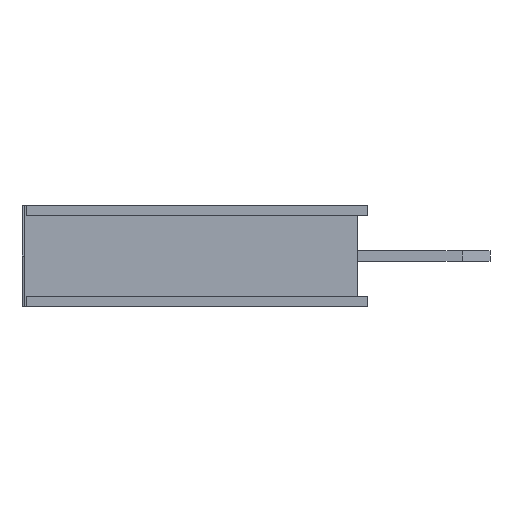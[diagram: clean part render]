
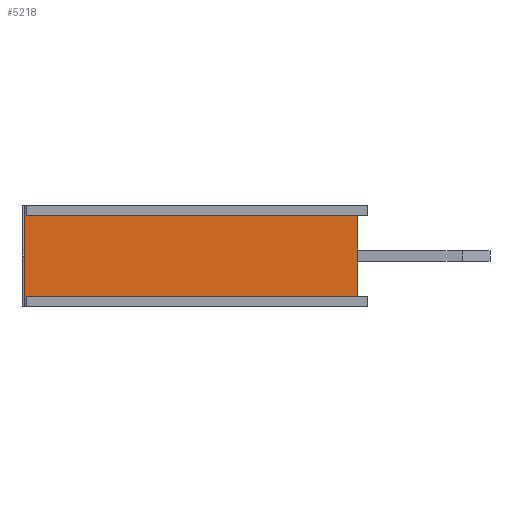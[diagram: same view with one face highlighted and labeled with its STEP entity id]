
A CAD part, left-side view. The second image highlights one B-rep face of the part: STEP entity #5218.
In plain terms, the highlighted planar face has unit normal (-1, 0, 0).
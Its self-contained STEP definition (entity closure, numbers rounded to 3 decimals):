
#236=FACE_OUTER_BOUND('',#533,.T.);
#533=EDGE_LOOP('',(#4182,#4183,#4184,#4185,#4186,#4187,#4188,#4189));
#1133=LINE('',#7959,#1861);
#1148=LINE('',#7986,#1876);
#1149=LINE('',#7988,#1877);
#1150=LINE('',#7990,#1878);
#1151=LINE('',#7992,#1879);
#1152=LINE('',#7994,#1880);
#1153=LINE('',#7996,#1881);
#1154=LINE('',#7997,#1882);
#1861=VECTOR('',#6517,10.);
#1876=VECTOR('',#6542,10.);
#1877=VECTOR('',#6543,10.);
#1878=VECTOR('',#6544,10.);
#1879=VECTOR('',#6545,10.);
#1880=VECTOR('',#6546,10.);
#1881=VECTOR('',#6547,10.);
#1882=VECTOR('',#6548,10.);
#2407=VERTEX_POINT('',#7957);
#2408=VERTEX_POINT('',#7958);
#2415=VERTEX_POINT('',#7985);
#2416=VERTEX_POINT('',#7987);
#2417=VERTEX_POINT('',#7989);
#2418=VERTEX_POINT('',#7991);
#2419=VERTEX_POINT('',#7993);
#2420=VERTEX_POINT('',#7995);
#3053=EDGE_CURVE('',#2407,#2408,#1133,.T.);
#3068=EDGE_CURVE('',#2415,#2408,#1148,.T.);
#3069=EDGE_CURVE('',#2416,#2415,#1149,.T.);
#3070=EDGE_CURVE('',#2417,#2416,#1150,.T.);
#3071=EDGE_CURVE('',#2418,#2417,#1151,.T.);
#3072=EDGE_CURVE('',#2419,#2418,#1152,.T.);
#3073=EDGE_CURVE('',#2420,#2419,#1153,.T.);
#3074=EDGE_CURVE('',#2407,#2420,#1154,.T.);
#4182=ORIENTED_EDGE('',*,*,#3053,.T.);
#4183=ORIENTED_EDGE('',*,*,#3068,.F.);
#4184=ORIENTED_EDGE('',*,*,#3069,.F.);
#4185=ORIENTED_EDGE('',*,*,#3070,.F.);
#4186=ORIENTED_EDGE('',*,*,#3071,.F.);
#4187=ORIENTED_EDGE('',*,*,#3072,.F.);
#4188=ORIENTED_EDGE('',*,*,#3073,.F.);
#4189=ORIENTED_EDGE('',*,*,#3074,.F.);
#4928=PLANE('',#5530);
#5218=ADVANCED_FACE('',(#236),#4928,.F.);
#5530=AXIS2_PLACEMENT_3D('',#7984,#6540,#6541);
#6517=DIRECTION('',(0.,0.,1.));
#6540=DIRECTION('center_axis',(1.,0.,0.));
#6541=DIRECTION('ref_axis',(0.,0.,-1.));
#6542=DIRECTION('',(0.,-1.,0.));
#6543=DIRECTION('',(0.,0.,-1.));
#6544=DIRECTION('',(0.,-1.,0.));
#6545=DIRECTION('',(0.,0.,1.));
#6546=DIRECTION('',(0.,1.,0.));
#6547=DIRECTION('',(0.,0.,-1.));
#6548=DIRECTION('',(0.,1.,0.));
#7957=CARTESIAN_POINT('',(-0.02,0.25,0.25));
#7958=CARTESIAN_POINT('',(-0.02,0.25,2.25));
#7959=CARTESIAN_POINT('',(-0.02,0.25,1.875));
#7984=CARTESIAN_POINT('Origin',(-0.02,0.,2.5));
#7985=CARTESIAN_POINT('',(-0.02,8.4,2.25));
#7986=CARTESIAN_POINT('',(-0.02,4.25,2.25));
#7987=CARTESIAN_POINT('',(-0.02,8.4,2.5));
#7988=CARTESIAN_POINT('',(-0.02,8.4,2.5));
#7989=CARTESIAN_POINT('',(-0.02,8.45,2.5));
#7990=CARTESIAN_POINT('',(-0.02,0.,2.5));
#7991=CARTESIAN_POINT('',(-0.02,8.45,0.));
#7992=CARTESIAN_POINT('',(-0.02,8.45,1.25));
#7993=CARTESIAN_POINT('',(-0.02,8.4,0.));
#7994=CARTESIAN_POINT('',(-0.02,0.,0.));
#7995=CARTESIAN_POINT('',(-0.02,8.4,0.25));
#7996=CARTESIAN_POINT('',(-0.02,8.4,2.5));
#7997=CARTESIAN_POINT('',(-0.02,0.,0.25));
